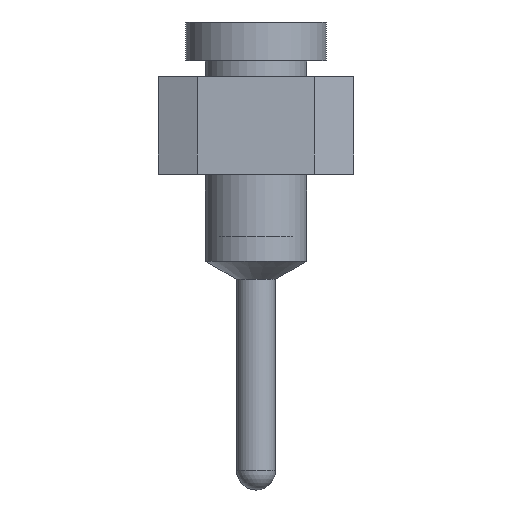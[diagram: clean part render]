
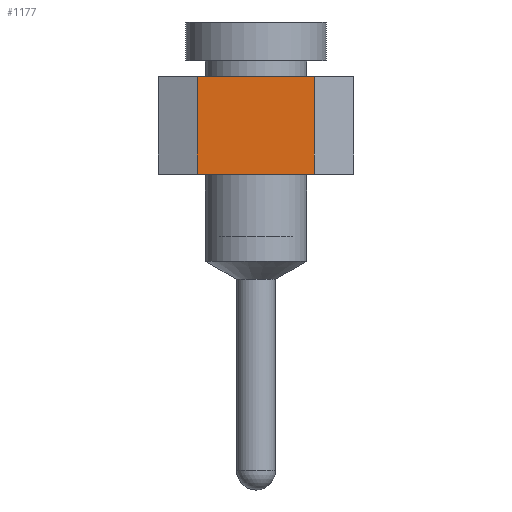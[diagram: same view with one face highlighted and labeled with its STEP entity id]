
A CAD part, left-side view. The second image highlights one B-rep face of the part: STEP entity #1177.
In plain terms, the highlighted planar face has unit normal (-1, 0, 0).
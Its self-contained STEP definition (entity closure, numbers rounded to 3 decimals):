
#1177 = ADVANCED_FACE('',(#1178),#1212,.F.);
#1178 = FACE_BOUND('',#1179,.T.);
#1179 = EDGE_LOOP('',(#1180,#1190,#1198,#1206));
#1180 = ORIENTED_EDGE('',*,*,#1181,.T.);
#1181 = EDGE_CURVE('',#1182,#1184,#1186,.T.);
#1182 = VERTEX_POINT('',#1183);
#1183 = CARTESIAN_POINT('',(-36.83,0.762,2.57));
#1184 = VERTEX_POINT('',#1185);
#1185 = CARTESIAN_POINT('',(-36.83,0.762,1.3));
#1186 = LINE('',#1187,#1188);
#1187 = CARTESIAN_POINT('',(-36.83,0.762,3.84));
#1188 = VECTOR('',#1189,1.);
#1189 = DIRECTION('',(0.,0.,-1.));
#1190 = ORIENTED_EDGE('',*,*,#1191,.T.);
#1191 = EDGE_CURVE('',#1184,#1192,#1194,.T.);
#1192 = VERTEX_POINT('',#1193);
#1193 = CARTESIAN_POINT('',(-36.83,-0.762,1.3));
#1194 = LINE('',#1195,#1196);
#1195 = CARTESIAN_POINT('',(-36.83,1.27,1.3));
#1196 = VECTOR('',#1197,1.);
#1197 = DIRECTION('',(0.,-1.,0.));
#1198 = ORIENTED_EDGE('',*,*,#1199,.F.);
#1199 = EDGE_CURVE('',#1200,#1192,#1202,.T.);
#1200 = VERTEX_POINT('',#1201);
#1201 = CARTESIAN_POINT('',(-36.83,-0.762,2.57));
#1202 = LINE('',#1203,#1204);
#1203 = CARTESIAN_POINT('',(-36.83,-0.762,3.84));
#1204 = VECTOR('',#1205,1.);
#1205 = DIRECTION('',(0.,0.,-1.));
#1206 = ORIENTED_EDGE('',*,*,#1207,.F.);
#1207 = EDGE_CURVE('',#1182,#1200,#1208,.T.);
#1208 = LINE('',#1209,#1210);
#1209 = CARTESIAN_POINT('',(-36.83,1.27,2.57));
#1210 = VECTOR('',#1211,1.);
#1211 = DIRECTION('',(0.,-1.,0.));
#1212 = PLANE('',#1213);
#1213 = AXIS2_PLACEMENT_3D('',#1214,#1215,#1216);
#1214 = CARTESIAN_POINT('',(-36.83,1.27,2.57));
#1215 = DIRECTION('',(1.,0.,0.));
#1216 = DIRECTION('',(0.,1.,0.));
